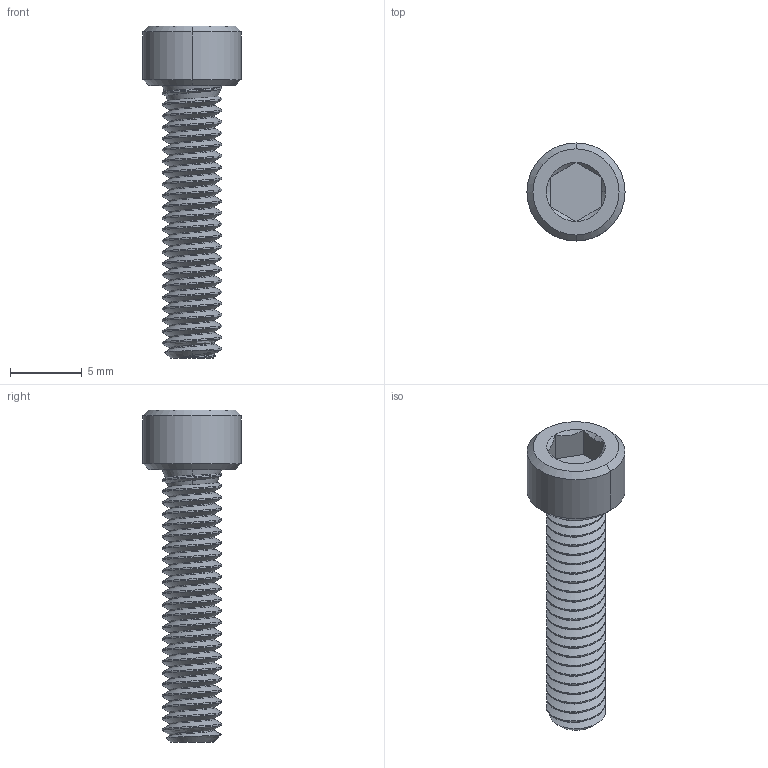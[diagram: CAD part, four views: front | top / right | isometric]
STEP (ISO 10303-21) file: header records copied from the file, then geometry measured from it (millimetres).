
FILE_DESCRIPTION (( 'STEP AP203' ), '1' );
FILE_NAME ('91251A197_Black-Oxide Alloy Steel Socket Head Screw.STEP', '2021-07-22T13:55:23', ( 'Administrator' ), ( 'Managed by Terraform' ), 'SwSTEP 2.0', 'SolidWorks 2017', '' );
FILE_SCHEMA (( 'CONFIG_CONTROL_DESIGN' ));
Length unit declared in the file: inch
Products named in the file (1): 91251A197_Black-Oxide Alloy Steel Socket Head Screw
Bounding box: 6.86 x 6.86 x 23.22 mm (x, y, z)
Volume: 329.1 mm3; surface area: 547.5 mm2
Topology: 1 solids, 1 shells, 82 faces, 216 edges, 138 vertices
Faces by surface type: cylinder 49, cone 20, plane 10, bspline 3
Entity records: 6417 total; most frequent: CARTESIAN_POINT 4647, ORIENTED_EDGE 432, DIRECTION 277, EDGE_CURVE 216, VERTEX_POINT 138, AXIS2_PLACEMENT_3D 102, EDGE_LOOP 84, FACE_OUTER_BOUND 82
